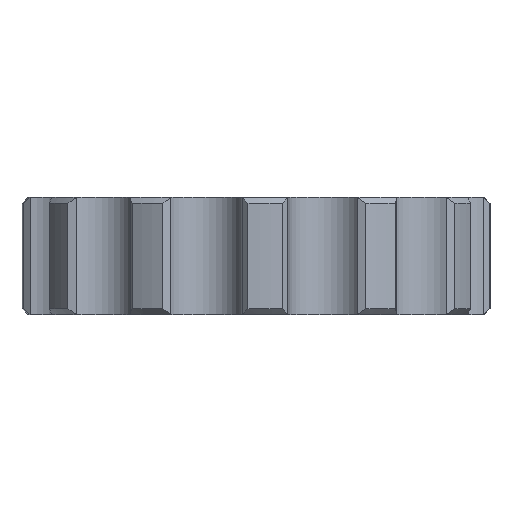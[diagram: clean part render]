
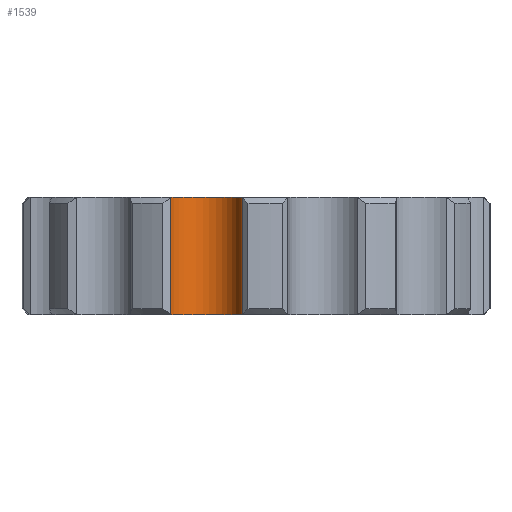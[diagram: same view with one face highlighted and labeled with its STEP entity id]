
A CAD part, front view. The second image highlights one B-rep face of the part: STEP entity #1539.
In plain terms, the highlighted cylindrical face has radius 2.609 mm (diameter 5.219 mm), a partial arc.
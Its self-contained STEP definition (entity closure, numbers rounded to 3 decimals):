
#99=FACE_OUTER_BOUND('',#186,.T.);
#186=EDGE_LOOP('',(#1139,#1140,#1141,#1142,#1143,#1144,#1145,#1146));
#259=CIRCLE('',#1639,2.609);
#285=CIRCLE('',#1682,2.609);
#367=B_SPLINE_CURVE_WITH_KNOTS('',3,(#3065,#3066,#3067,#3068),
 .UNSPECIFIED.,.F.,.F.,(4,4),(0.041,0.041),
 .UNSPECIFIED.);
#369=B_SPLINE_CURVE_WITH_KNOTS('',3,(#3080,#3081,#3082,#3083),
 .UNSPECIFIED.,.F.,.F.,(4,4),(-0.041,-0.041),
 .UNSPECIFIED.);
#371=B_SPLINE_CURVE_WITH_KNOTS('',3,(#3095,#3096,#3097,#3098),
 .UNSPECIFIED.,.F.,.F.,(4,4),(-0.819,-0.819),
 .UNSPECIFIED.);
#372=B_SPLINE_CURVE_WITH_KNOTS('',3,(#3101,#3102,#3103,#3104),
 .UNSPECIFIED.,.F.,.F.,(4,4),(-1.096,-1.096),
 .UNSPECIFIED.);
#463=LINE('',#3090,#519);
#464=LINE('',#3100,#520);
#519=VECTOR('',#1939,10.);
#520=VECTOR('',#1944,10.);
#596=VERTEX_POINT('',#2643);
#597=VERTEX_POINT('',#2645);
#637=VERTEX_POINT('',#3060);
#640=VERTEX_POINT('',#3077);
#641=VERTEX_POINT('',#3079);
#642=VERTEX_POINT('',#3092);
#643=VERTEX_POINT('',#3094);
#644=VERTEX_POINT('',#3099);
#774=EDGE_CURVE('',#596,#597,#259,.T.);
#830=EDGE_CURVE('',#637,#596,#367,.T.);
#834=EDGE_CURVE('',#640,#641,#369,.T.);
#837=EDGE_CURVE('',#641,#637,#463,.T.);
#838=EDGE_CURVE('',#642,#640,#285,.T.);
#839=EDGE_CURVE('',#643,#642,#371,.T.);
#840=EDGE_CURVE('',#644,#643,#464,.T.);
#841=EDGE_CURVE('',#597,#644,#372,.T.);
#1139=ORIENTED_EDGE('',*,*,#830,.F.);
#1140=ORIENTED_EDGE('',*,*,#837,.F.);
#1141=ORIENTED_EDGE('',*,*,#834,.F.);
#1142=ORIENTED_EDGE('',*,*,#838,.F.);
#1143=ORIENTED_EDGE('',*,*,#839,.F.);
#1144=ORIENTED_EDGE('',*,*,#840,.F.);
#1145=ORIENTED_EDGE('',*,*,#841,.F.);
#1146=ORIENTED_EDGE('',*,*,#774,.F.);
#1488=CYLINDRICAL_SURFACE('',#1681,2.609);
#1539=ADVANCED_FACE('',(#99),#1488,.F.);
#1639=AXIS2_PLACEMENT_3D('',#2646,#1844,#1845);
#1681=AXIS2_PLACEMENT_3D('',#3091,#1940,#1941);
#1682=AXIS2_PLACEMENT_3D('',#3093,#1942,#1943);
#1844=DIRECTION('center_axis',(0.,0.,
-1.));
#1845=DIRECTION('ref_axis',(-0.941,0.338,0.));
#1939=DIRECTION('',(0.,0.,1.));
#1940=DIRECTION('center_axis',(0.,0.,
1.));
#1941=DIRECTION('ref_axis',(-0.941,0.338,0.));
#1942=DIRECTION('center_axis',(0.,0.,
1.));
#1943=DIRECTION('ref_axis',(-0.941,0.338,0.));
#1944=DIRECTION('',(0.,0.,-1.));
#2643=CARTESIAN_POINT('',(-6.338,-12.455,8.436));
#2645=CARTESIAN_POINT('',(-1.441,-13.56,8.436));
#2646=CARTESIAN_POINT('Origin',(-4.046,-13.702,8.436));
#3060=CARTESIAN_POINT('',(-6.338,-12.455,8.436));
#3065=CARTESIAN_POINT('Ctrl Pts',(-6.338,-12.455,8.436));
#3066=CARTESIAN_POINT('Ctrl Pts',(-6.338,-12.455,8.436));
#3067=CARTESIAN_POINT('Ctrl Pts',(-6.338,-12.455,8.436));
#3068=CARTESIAN_POINT('Ctrl Pts',(-6.338,-12.455,8.436));
#3077=CARTESIAN_POINT('',(-6.338,-12.455,0.436));
#3079=CARTESIAN_POINT('',(-6.338,-12.455,0.436));
#3080=CARTESIAN_POINT('Ctrl Pts',(-6.338,-12.455,0.436));
#3081=CARTESIAN_POINT('Ctrl Pts',(-6.338,-12.455,0.436));
#3082=CARTESIAN_POINT('Ctrl Pts',(-6.338,-12.455,0.436));
#3083=CARTESIAN_POINT('Ctrl Pts',(-6.338,-12.455,0.436));
#3090=CARTESIAN_POINT('',(-6.338,-12.455,8.436));
#3091=CARTESIAN_POINT('Origin',(-4.046,-13.702,0.436));
#3092=CARTESIAN_POINT('',(-1.441,-13.56,0.436));
#3093=CARTESIAN_POINT('Origin',(-4.046,-13.702,0.436));
#3094=CARTESIAN_POINT('',(-1.441,-13.56,0.436));
#3095=CARTESIAN_POINT('Ctrl Pts',(-1.441,-13.56,0.436));
#3096=CARTESIAN_POINT('Ctrl Pts',(-1.441,-13.56,0.436));
#3097=CARTESIAN_POINT('Ctrl Pts',(-1.441,-13.56,0.436));
#3098=CARTESIAN_POINT('Ctrl Pts',(-1.441,-13.56,0.436));
#3099=CARTESIAN_POINT('',(-1.441,-13.56,8.436));
#3100=CARTESIAN_POINT('',(-1.441,-13.56,8.436));
#3101=CARTESIAN_POINT('Ctrl Pts',(-1.441,-13.56,8.436));
#3102=CARTESIAN_POINT('Ctrl Pts',(-1.441,-13.56,8.436));
#3103=CARTESIAN_POINT('Ctrl Pts',(-1.441,-13.56,8.436));
#3104=CARTESIAN_POINT('Ctrl Pts',(-1.441,-13.56,8.436));
